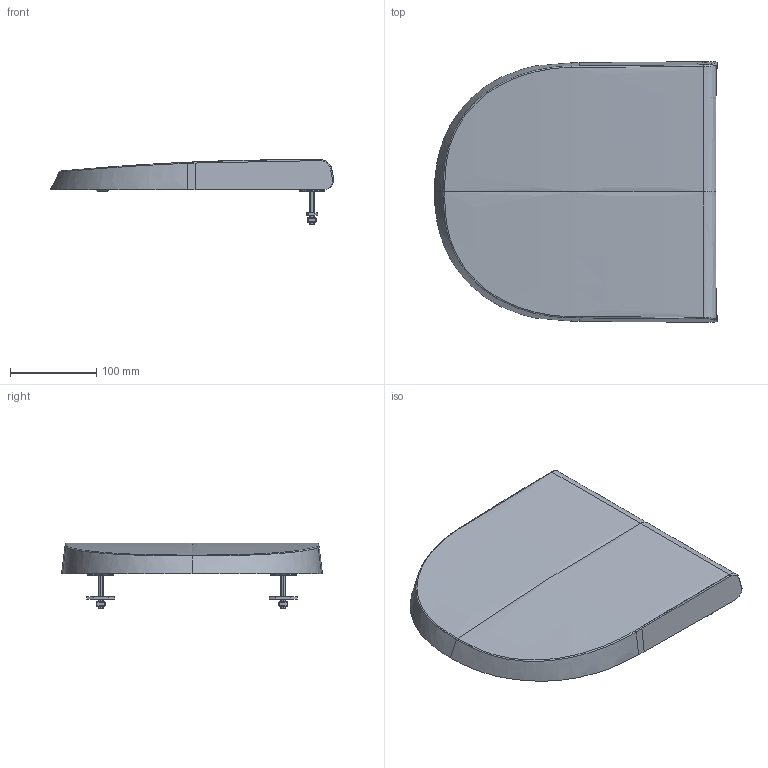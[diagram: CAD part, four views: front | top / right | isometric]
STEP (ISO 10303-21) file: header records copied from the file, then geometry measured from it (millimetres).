
FILE_DESCRIPTION(('CATIA V5 STEP Exchange'),'2;1');
FILE_NAME('002409.stp','2017-12-04T08:20:58+00:00',('none'),('none'),'CATIA Version 5 Release 20 SP 7 (IN-10)','CATIA V5 STEP AP203','none');
FILE_SCHEMA(('CONFIG_CONTROL_DESIGN'));
Products named in the file (1): Urinatoio Me by Starck_Definitivo_come prototipo
Bounding box: 328.97 x 302.94 x 75.91 mm (x, y, z)
Volume: 496360.3 mm3; surface area: 242110.5 mm2
Topology: 16 solids, 131 shells, 838 faces, 2392 edges, 1652 vertices
Faces by surface type: bspline 676, plane 130, cylinder 32
Entity records: 59646 total; most frequent: CARTESIAN_POINT 45557, ORIENTED_EDGE 4005, EDGE_CURVE 2333, VERTEX_POINT 1652, B_SPLINE_CURVE_WITH_KNOTS 1362, EDGE_LOOP 878, ADVANCED_FACE 838, FACE_OUTER_BOUND 838
